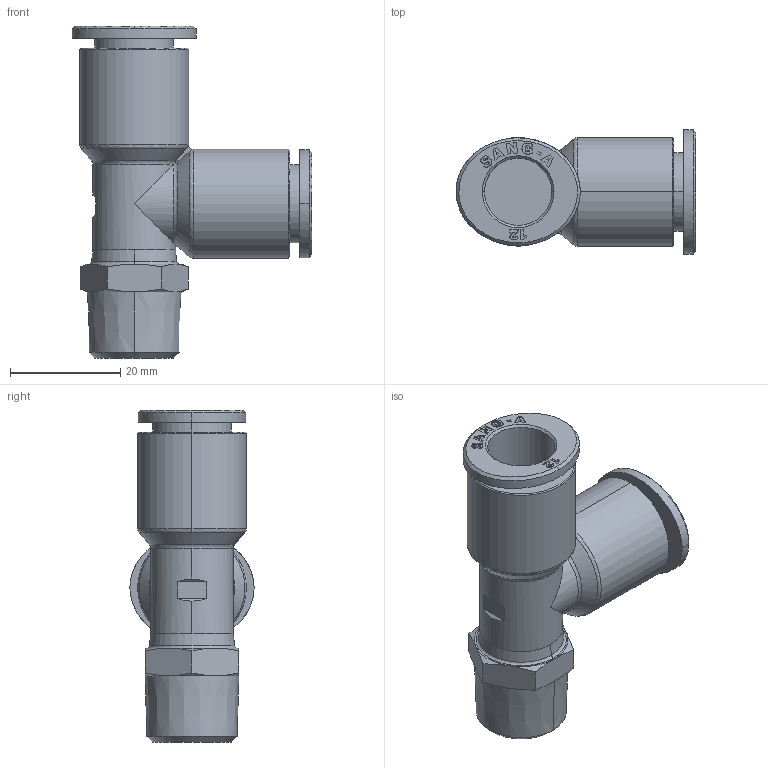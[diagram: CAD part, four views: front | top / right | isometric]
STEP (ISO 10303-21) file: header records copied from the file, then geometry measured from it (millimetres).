
FILE_DESCRIPTION (( 'STEP AP214' ), '1' );
FILE_NAME ('PST12-03.stp', '2015-10-15T10:12:38', ( '' ), ( '' ), 'SwSTEP 2.0', 'SolidWorks 2015', '' );
FILE_SCHEMA (( 'AUTOMOTIVE_DESIGN' ));
Length unit declared in the file: millimetre
Products named in the file (2): ｦ+ﾃｦ1; PST12-03
Assembly tree (1 placements, depth 2):
  PST12-03
    ｦ+ﾃｦ1
Bounding box: 43.45 x 22.5 x 60.15 mm (x, y, z)
Volume: 15159.5 mm3; surface area: 8405.2 mm2
Topology: 1 solids, 1 shells, 770 faces, 2182 edges, 1440 vertices
Faces by surface type: plane 686, cone 37, bspline 22, cylinder 20, torus 5
Entity records: 26817 total; most frequent: CARTESIAN_POINT 6256, ORIENTED_EDGE 4360, DIRECTION 3676, EDGE_CURVE 2180, VECTOR 1996, LINE 1996, VERTEX_POINT 1440, AXIS2_PLACEMENT_3D 840
